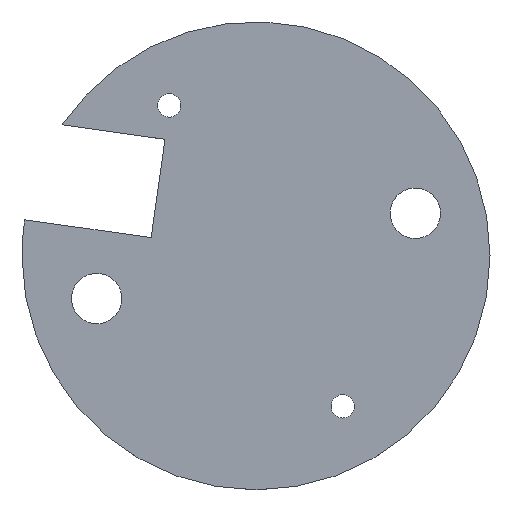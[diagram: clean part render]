
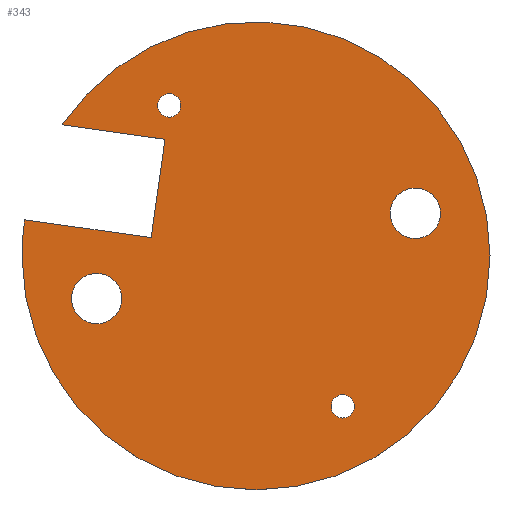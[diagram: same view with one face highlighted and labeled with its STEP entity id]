
A CAD part, top view. The second image highlights one B-rep face of the part: STEP entity #343.
In plain terms, the highlighted planar face has unit normal (0, 0, 1).
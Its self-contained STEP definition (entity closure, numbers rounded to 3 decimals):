
#7 = DIRECTION ( 'NONE',  ( 1., 0., 0. ) ) ;
#9 = DIRECTION ( 'NONE',  ( 0., 0., 1. ) ) ;
#11 = EDGE_CURVE ( 'NONE', #400, #433, #506, .T. ) ;
#14 = CIRCLE ( 'NONE', #125, 33. ) ;
#20 = DIRECTION ( 'NONE',  ( 0., 0., 1. ) ) ;
#26 = CARTESIAN_POINT ( 'NONE',  ( -22.458, -6.018, 1. ) ) ;
#27 = VERTEX_POINT ( 'NONE', #101 ) ;
#38 = DIRECTION ( 'NONE',  ( 1., 0., 0. ) ) ;
#41 = DIRECTION ( 'NONE',  ( 1., 0., 0. ) ) ;
#43 = AXIS2_PLACEMENT_3D ( 'NONE', #258, #472, #423 ) ;
#46 = EDGE_LOOP ( 'NONE', ( #501, #393 ) ) ;
#51 = ORIENTED_EDGE ( 'NONE', *, *, #126, .F. ) ;
#52 = EDGE_LOOP ( 'NONE', ( #358, #51, #518, #138, #376, #110 ) ) ;
#54 = CARTESIAN_POINT ( 'NONE',  ( 0., 0., 1. ) ) ;
#58 = VERTEX_POINT ( 'NONE', #190 ) ;
#63 = CARTESIAN_POINT ( 'NONE',  ( -27.337, 18.484, 1. ) ) ;
#69 = AXIS2_PLACEMENT_3D ( 'NONE', #540, #127, #521 ) ;
#77 = FACE_OUTER_BOUND ( 'NONE', #52, .T. ) ;
#80 = AXIS2_PLACEMENT_3D ( 'NONE', #508, #396, #41 ) ;
#83 = DIRECTION ( 'NONE',  ( 0.99, -0.139, 0. ) ) ;
#91 = CIRCLE ( 'NONE', #105, 1.65 ) ;
#92 = VERTEX_POINT ( 'NONE', #63 ) ;
#95 = CIRCLE ( 'NONE', #251, 1.65 ) ;
#96 = CARTESIAN_POINT ( 'NONE',  ( 13.9, -21.218, 1. ) ) ;
#99 = AXIS2_PLACEMENT_3D ( 'NONE', #54, #474, #226 ) ;
#100 = DIRECTION ( 'NONE',  ( 0., 0., 1. ) ) ;
#101 = CARTESIAN_POINT ( 'NONE',  ( 26.011, 6.018, 1. ) ) ;
#102 = ORIENTED_EDGE ( 'NONE', *, *, #473, .F. ) ;
#104 = CARTESIAN_POINT ( 'NONE',  ( 18.905, 6.018, 1. ) ) ;
#105 = AXIS2_PLACEMENT_3D ( 'NONE', #357, #403, #364 ) ;
#109 = DIRECTION ( 'NONE',  ( 1., 0., 0. ) ) ;
#110 = ORIENTED_EDGE ( 'NONE', *, *, #256, .T. ) ;
#112 = ORIENTED_EDGE ( 'NONE', *, *, #180, .F. ) ;
#114 = CIRCLE ( 'NONE', #99, 33. ) ;
#125 = AXIS2_PLACEMENT_3D ( 'NONE', #454, #20, #502 ) ;
#126 = EDGE_CURVE ( 'NONE', #247, #158, #392, .T. ) ;
#127 = DIRECTION ( 'NONE',  ( 0., 0., 1. ) ) ;
#137 = CARTESIAN_POINT ( 'NONE',  ( -12.25, 21.218, 1. ) ) ;
#138 = ORIENTED_EDGE ( 'NONE', *, *, #499, .T. ) ;
#146 = PLANE ( 'NONE',  #429 ) ;
#147 = ORIENTED_EDGE ( 'NONE', *, *, #442, .F. ) ;
#152 = DIRECTION ( 'NONE',  ( 0., 0., 1. ) ) ;
#153 = CIRCLE ( 'NONE', #222, 33. ) ;
#158 = VERTEX_POINT ( 'NONE', #459 ) ;
#160 = CARTESIAN_POINT ( 'NONE',  ( -36.11, 19.717, 1. ) ) ;
#180 = EDGE_CURVE ( 'NONE', #27, #353, #214, .T. ) ;
#184 = CARTESIAN_POINT ( 'NONE',  ( 0., 0., 1. ) ) ;
#190 = CARTESIAN_POINT ( 'NONE',  ( -18.905, -6.018, 1. ) ) ;
#201 = CARTESIAN_POINT ( 'NONE',  ( -12.836, 16.446, 1. ) ) ;
#202 = VECTOR ( 'NONE', #379, 1000. ) ;
#207 = AXIS2_PLACEMENT_3D ( 'NONE', #26, #517, #109 ) ;
#211 = EDGE_CURVE ( 'NONE', #439, #394, #95, .T. ) ;
#212 = CARTESIAN_POINT ( 'NONE',  ( 12.25, -21.218, 1. ) ) ;
#214 = CIRCLE ( 'NONE', #80, 3.553 ) ;
#219 = LINE ( 'NONE', #160, #202 ) ;
#222 = AXIS2_PLACEMENT_3D ( 'NONE', #272, #9, #311 ) ;
#226 = DIRECTION ( 'NONE',  ( 1., 0., 0. ) ) ;
#235 = EDGE_LOOP ( 'NONE', ( #486, #112 ) ) ;
#247 = VERTEX_POINT ( 'NONE', #457 ) ;
#251 = AXIS2_PLACEMENT_3D ( 'NONE', #137, #270, #7 ) ;
#253 = CARTESIAN_POINT ( 'NONE',  ( -26.011, -6.018, 1. ) ) ;
#256 = EDGE_CURVE ( 'NONE', #361, #92, #153, .T. ) ;
#258 = CARTESIAN_POINT ( 'NONE',  ( -22.458, -6.018, 1. ) ) ;
#267 = CARTESIAN_POINT ( 'NONE',  ( -32.606, 5.087, 1. ) ) ;
#270 = DIRECTION ( 'NONE',  ( 0., 0., 1. ) ) ;
#272 = CARTESIAN_POINT ( 'NONE',  ( 0., 0., 1. ) ) ;
#276 = AXIS2_PLACEMENT_3D ( 'NONE', #212, #152, #38 ) ;
#285 = ORIENTED_EDGE ( 'NONE', *, *, #354, .F. ) ;
#288 = ORIENTED_EDGE ( 'NONE', *, *, #211, .F. ) ;
#294 = EDGE_LOOP ( 'NONE', ( #102, #147 ) ) ;
#303 = CARTESIAN_POINT ( 'NONE',  ( 10.6, -21.218, 1. ) ) ;
#306 = VECTOR ( 'NONE', #83, 1000. ) ;
#307 = FACE_BOUND ( 'NONE', #235, .T. ) ;
#308 = VERTEX_POINT ( 'NONE', #267 ) ;
#311 = DIRECTION ( 'NONE',  ( 1., 0., 0. ) ) ;
#325 = AXIS2_PLACEMENT_3D ( 'NONE', #491, #536, #362 ) ;
#341 = CARTESIAN_POINT ( 'NONE',  ( -14.784, 2.583, 1. ) ) ;
#343 = ADVANCED_FACE ( 'NONE', ( #77, #526, #553, #498, #307 ), #146, .T. ) ;
#351 = CARTESIAN_POINT ( 'NONE',  ( 33., 0., 1. ) ) ;
#352 = DIRECTION ( 'NONE',  ( 0.139, 0.99, 0. ) ) ;
#353 = VERTEX_POINT ( 'NONE', #104 ) ;
#354 = EDGE_CURVE ( 'NONE', #394, #439, #91, .T. ) ;
#357 = CARTESIAN_POINT ( 'NONE',  ( -12.25, 21.218, 1. ) ) ;
#358 = ORIENTED_EDGE ( 'NONE', *, *, #533, .F. ) ;
#361 = VERTEX_POINT ( 'NONE', #351 ) ;
#362 = DIRECTION ( 'NONE',  ( 1., 0., 0. ) ) ;
#364 = DIRECTION ( 'NONE',  ( 1., 0., 0. ) ) ;
#365 = CIRCLE ( 'NONE', #69, 3.553 ) ;
#375 = CIRCLE ( 'NONE', #207, 3.553 ) ;
#376 = ORIENTED_EDGE ( 'NONE', *, *, #503, .T. ) ;
#379 = DIRECTION ( 'NONE',  ( -0.99, 0.139, 0. ) ) ;
#392 = LINE ( 'NONE', #201, #544 ) ;
#393 = ORIENTED_EDGE ( 'NONE', *, *, #11, .F. ) ;
#394 = VERTEX_POINT ( 'NONE', #488 ) ;
#396 = DIRECTION ( 'NONE',  ( 0., 0., 1. ) ) ;
#400 = VERTEX_POINT ( 'NONE', #96 ) ;
#403 = DIRECTION ( 'NONE',  ( 0., 0., 1. ) ) ;
#404 = CIRCLE ( 'NONE', #43, 3.553 ) ;
#416 = VERTEX_POINT ( 'NONE', #529 ) ;
#420 = LINE ( 'NONE', #341, #306 ) ;
#423 = DIRECTION ( 'NONE',  ( 1., 0., 0. ) ) ;
#429 = AXIS2_PLACEMENT_3D ( 'NONE', #184, #100, #481 ) ;
#433 = VERTEX_POINT ( 'NONE', #303 ) ;
#434 = CARTESIAN_POINT ( 'NONE',  ( -13.9, 21.218, 1. ) ) ;
#439 = VERTEX_POINT ( 'NONE', #434 ) ;
#442 = EDGE_CURVE ( 'NONE', #58, #566, #404, .T. ) ;
#454 = CARTESIAN_POINT ( 'NONE',  ( 0., 0., 1. ) ) ;
#457 = CARTESIAN_POINT ( 'NONE',  ( -14.784, 2.583, 1. ) ) ;
#459 = CARTESIAN_POINT ( 'NONE',  ( -12.836, 16.446, 1. ) ) ;
#472 = DIRECTION ( 'NONE',  ( 0., 0., 1. ) ) ;
#473 = EDGE_CURVE ( 'NONE', #566, #58, #375, .T. ) ;
#474 = DIRECTION ( 'NONE',  ( 0., 0., 1. ) ) ;
#480 = EDGE_CURVE ( 'NONE', #353, #27, #365, .T. ) ;
#481 = DIRECTION ( 'NONE',  ( 1., 0., 0. ) ) ;
#486 = ORIENTED_EDGE ( 'NONE', *, *, #480, .F. ) ;
#488 = CARTESIAN_POINT ( 'NONE',  ( -10.6, 21.218, 1. ) ) ;
#489 = EDGE_LOOP ( 'NONE', ( #288, #285 ) ) ;
#491 = CARTESIAN_POINT ( 'NONE',  ( 12.25, -21.218, 1. ) ) ;
#498 = FACE_BOUND ( 'NONE', #46, .T. ) ;
#499 = EDGE_CURVE ( 'NONE', #308, #416, #14, .T. ) ;
#501 = ORIENTED_EDGE ( 'NONE', *, *, #567, .F. ) ;
#502 = DIRECTION ( 'NONE',  ( 1., 0., 0. ) ) ;
#503 = EDGE_CURVE ( 'NONE', #416, #361, #114, .T. ) ;
#506 = CIRCLE ( 'NONE', #325, 1.65 ) ;
#508 = CARTESIAN_POINT ( 'NONE',  ( 22.458, 6.018, 1. ) ) ;
#517 = DIRECTION ( 'NONE',  ( 0., 0., 1. ) ) ;
#518 = ORIENTED_EDGE ( 'NONE', *, *, #559, .F. ) ;
#521 = DIRECTION ( 'NONE',  ( 1., 0., 0. ) ) ;
#524 = CIRCLE ( 'NONE', #276, 1.65 ) ;
#526 = FACE_BOUND ( 'NONE', #294, .T. ) ;
#529 = CARTESIAN_POINT ( 'NONE',  ( -33., 0., 1. ) ) ;
#533 = EDGE_CURVE ( 'NONE', #158, #92, #219, .T. ) ;
#536 = DIRECTION ( 'NONE',  ( 0., 0., 1. ) ) ;
#540 = CARTESIAN_POINT ( 'NONE',  ( 22.458, 6.018, 1. ) ) ;
#544 = VECTOR ( 'NONE', #352, 1000. ) ;
#553 = FACE_BOUND ( 'NONE', #489, .T. ) ;
#559 = EDGE_CURVE ( 'NONE', #308, #247, #420, .T. ) ;
#566 = VERTEX_POINT ( 'NONE', #253 ) ;
#567 = EDGE_CURVE ( 'NONE', #433, #400, #524, .T. ) ;
